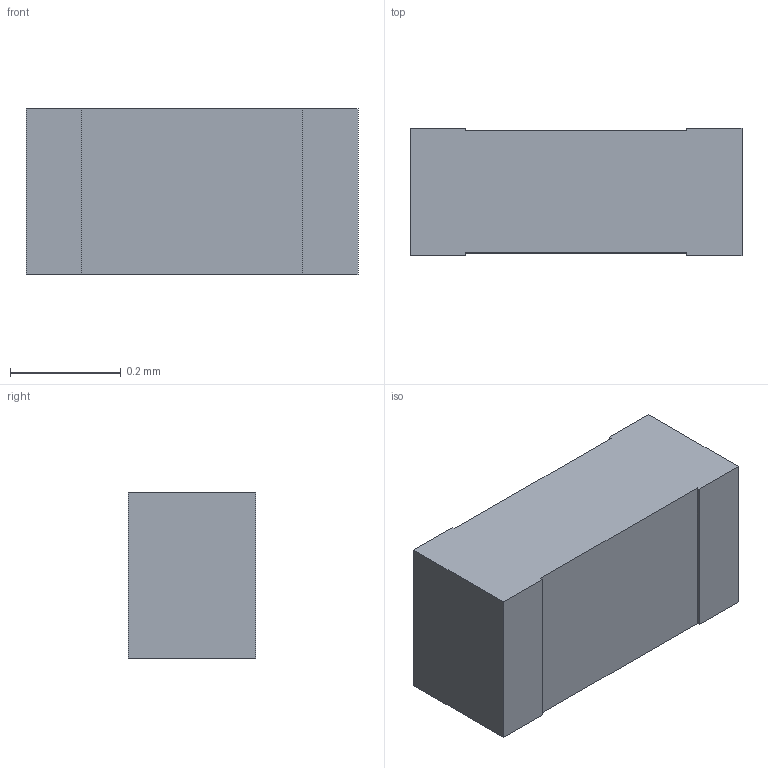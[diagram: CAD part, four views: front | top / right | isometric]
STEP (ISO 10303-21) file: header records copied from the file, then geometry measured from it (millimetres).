
FILE_DESCRIPTION((''),'2;1');
FILE_NAME('RSMD-0201_L0-6_W0-3_H0-23','2020-05-30T',('Dragos'),(''),'PRO/ENGINEER BY PARAMETRIC TECHNOLOGY CORPORATION, 2004440','PRO/ENGINEER BY PARAMETRIC TECHNOLOGY CORPORATION, 2004440','');
FILE_SCHEMA(('AUTOMOTIVE_DESIGN { 1 0 10303 214 1 1 1 1 }'));
Length unit declared in the file: millimetre
Products named in the file (1): RSMD-0201_L0-6_W0-3_H0-23
Bounding box: 0.6 x 0.23 x 0.3 mm (x, y, z)
Volume: 0 mm3; surface area: 0.8 mm2
Topology: 1 solids, 1 shells, 171 faces, 483 edges, 322 vertices
Faces by surface type: plane 171
Entity records: 7154 total; most frequent: CARTESIAN_POINT 978, ORIENTED_EDGE 966, DIRECTION 827, PRESENTATION_STYLE_ASSIGNMENT 504, STYLED_ITEM 485, CURVE_STYLE 484, VECTOR 483, LINE 483
